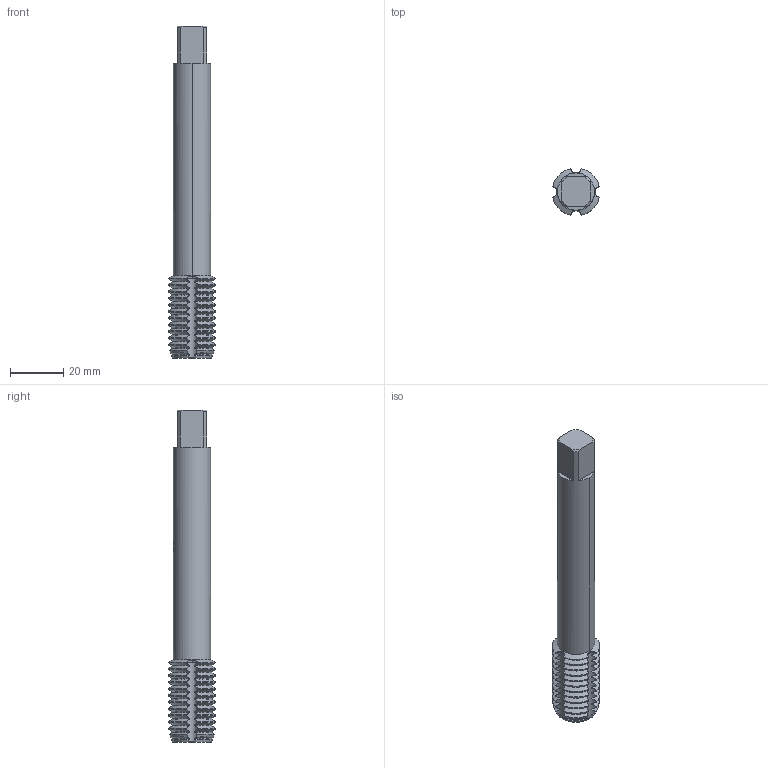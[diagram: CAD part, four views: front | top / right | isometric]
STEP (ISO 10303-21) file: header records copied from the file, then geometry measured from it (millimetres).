
FILE_DESCRIPTION(('no description'),'unknown implementation level');
FILE_NAME('solidnyiZNOz26r5T_3tlKrKbA3LwEpo_1.STP',' ',('CIM GmbH Aachen'),('CADClick - KiM GmbH - www.kimweb.de'),'unknown preprocess','ACIS','unknown authorization');
FILE_SCHEMA(('automotive_design'));
Length unit declared in the file: millimetre
Products named in the file (2): 1; 2
Bounding box: 17.55 x 17.55 x 125 mm (x, y, z)
Volume: 20183.3 mm3; surface area: 9717.2 mm2
Topology: 2 solids, 2 shells, 349 faces, 1027 edges, 682 vertices
Faces by surface type: cone 122, cylinder 114, plane 105, torus 8
Entity records: 24984 total; most frequent: CARTESIAN_POINT 4547, STYLED_ITEM 2060, PRESENTATION_STYLE_ASSIGNMENT 2060, COLOUR_RGB 2060, ORIENTED_EDGE 2054, DIRECTION 1743, EDGE_CURVE 1027, CURVE_STYLE 1027
